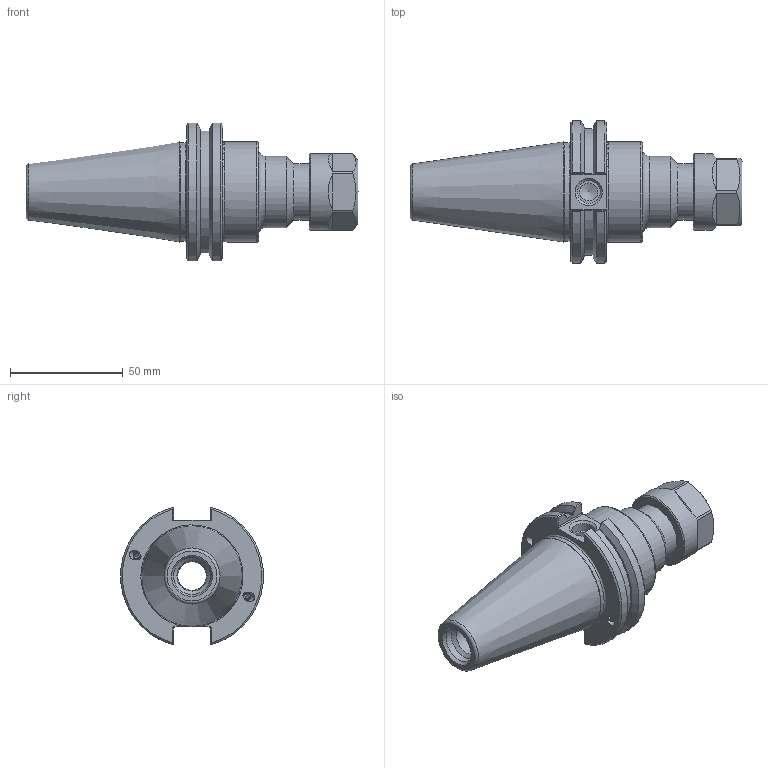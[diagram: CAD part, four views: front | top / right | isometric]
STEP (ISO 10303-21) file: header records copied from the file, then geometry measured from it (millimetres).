
FILE_DESCRIPTION((''),'2;1');
FILE_NAME('C40BC-20ERP312.iam.stp','2014-06-23T10:31:57',(''),(''),'Autodesk Inventor 2012','Autodesk Inventor 2012','');
FILE_SCHEMA(('AUTOMOTIVE_DESIGN { 1 0 10303 214 1 1 1 1 }'));
Length unit declared in the file: inch
Products named in the file (5): C40BC-20ERP312; C40BCB-20ER3-1; 029-965; 20ERHPN
Assembly tree (7 placements, depth 3):
  C40BC-20ERP312
    C40BCB-20ER3-1
      C40BCB-20ER3-1
      029-965  x4
    20ERHPN
Bounding box: 147.5 x 63.26 x 61.11 mm (x, y, z)
Volume: 145838.8 mm3; surface area: 32583.4 mm2
Topology: 6 solids, 6 shells, 206 faces, 488 edges, 312 vertices
Faces by surface type: plane 92, cylinder 53, cone 40, bspline 9, torus 8, sphere 4
Full cylindrical faces by diameter (mm): 3.3 x4, 4 x8, 4.1 x4, 4.2 x4, 8 x1, 10.135 x1, 12.751 x1, 13.386 x1, 14.478 x1, 14.91 x1, 16.459 x1, 20.066 x1, 23.52 x1, 25 x1, 25.527 x1, 31.75 x1, 34.036 x1, 43.942 x1, 44.45 x1
Entity records: 5653 total; most frequent: CARTESIAN_POINT 2096, DIRECTION 694, ORIENTED_EDGE 634, EDGE_CURVE 317, AXIS2_PLACEMENT_3D 288, EDGE_LOOP 237, VERTEX_POINT 232, FACE_OUTER_BOUND 158
